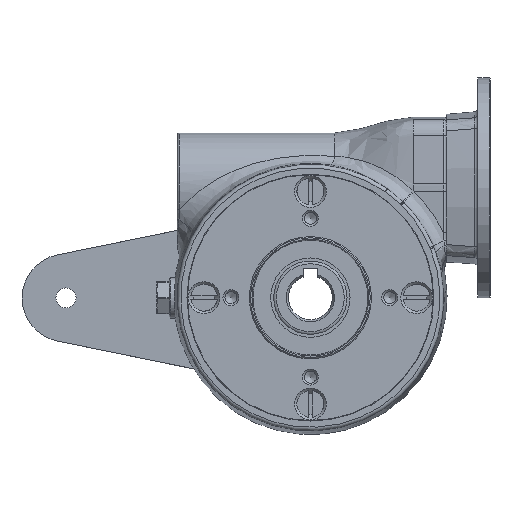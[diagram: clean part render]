
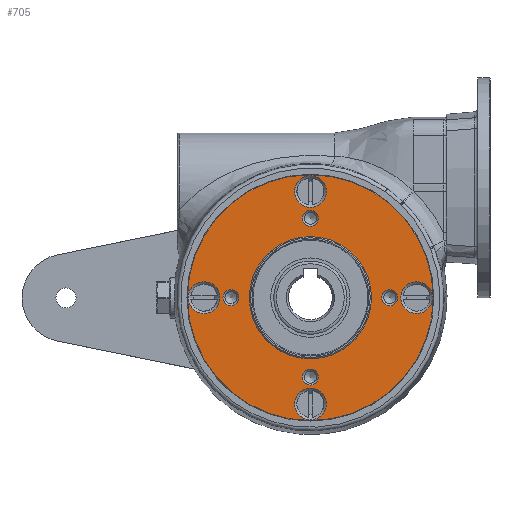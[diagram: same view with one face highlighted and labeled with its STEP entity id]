
A CAD part, top view. The second image highlights one B-rep face of the part: STEP entity #705.
In plain terms, the highlighted planar face has unit normal (0, 0, 1).
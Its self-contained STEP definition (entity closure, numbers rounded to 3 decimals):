
#705 = ADVANCED_FACE( '', ( #1800, #1801, #1802, #1803, #1804, #1805, #1806, #1807, #1808, #1809 ), #1810, .T. );
#1800 = FACE_OUTER_BOUND( '', #4769, .T. );
#1801 = FACE_BOUND( '', #4770, .T. );
#1802 = FACE_BOUND( '', #4771, .T. );
#1803 = FACE_BOUND( '', #4772, .T. );
#1804 = FACE_BOUND( '', #4773, .T. );
#1805 = FACE_BOUND( '', #4774, .T. );
#1806 = FACE_BOUND( '', #4775, .T. );
#1807 = FACE_BOUND( '', #4776, .T. );
#1808 = FACE_BOUND( '', #4777, .T. );
#1809 = FACE_BOUND( '', #4778, .T. );
#1810 = PLANE( '', #4779 );
#4769 = EDGE_LOOP( '', ( #10341 ) );
#4770 = EDGE_LOOP( '', ( #10342 ) );
#4771 = EDGE_LOOP( '', ( #10343 ) );
#4772 = EDGE_LOOP( '', ( #10344 ) );
#4773 = EDGE_LOOP( '', ( #10345 ) );
#4774 = EDGE_LOOP( '', ( #10346 ) );
#4775 = EDGE_LOOP( '', ( #10347 ) );
#4776 = EDGE_LOOP( '', ( #10348 ) );
#4777 = EDGE_LOOP( '', ( #10349 ) );
#4778 = EDGE_LOOP( '', ( #10350 ) );
#4779 = AXIS2_PLACEMENT_3D( '', #10351, #10352, #10353 );
#10341 = ORIENTED_EDGE( '', *, *, #13401, .T. );
#10342 = ORIENTED_EDGE( '', *, *, #13402, .T. );
#10343 = ORIENTED_EDGE( '', *, *, #13403, .T. );
#10344 = ORIENTED_EDGE( '', *, *, #13404, .T. );
#10345 = ORIENTED_EDGE( '', *, *, #13202, .T. );
#10346 = ORIENTED_EDGE( '', *, *, #13405, .T. );
#10347 = ORIENTED_EDGE( '', *, *, #13406, .T. );
#10348 = ORIENTED_EDGE( '', *, *, #13407, .T. );
#10349 = ORIENTED_EDGE( '', *, *, #13319, .T. );
#10350 = ORIENTED_EDGE( '', *, *, #13408, .F. );
#10351 = CARTESIAN_POINT( '', ( 0., 25., 35. ) );
#10352 = DIRECTION( '', ( 0., 0., 1. ) );
#10353 = DIRECTION( '', ( -1., 0., 0. ) );
#13202 = EDGE_CURVE( '', #14702, #14702, #14703, .F. );
#13319 = EDGE_CURVE( '', #14894, #14894, #14895, .F. );
#13401 = EDGE_CURVE( '', #15024, #15024, #15025, .T. );
#13402 = EDGE_CURVE( '', #15026, #15026, #15027, .F. );
#13403 = EDGE_CURVE( '', #15028, #15028, #15029, .F. );
#13404 = EDGE_CURVE( '', #15030, #15030, #15031, .F. );
#13405 = EDGE_CURVE( '', #15032, #15032, #15033, .F. );
#13406 = EDGE_CURVE( '', #15034, #15034, #15035, .F. );
#13407 = EDGE_CURVE( '', #15036, #15036, #15037, .F. );
#13408 = EDGE_CURVE( '', #15038, #15038, #15039, .T. );
#14702 = VERTEX_POINT( '', #17306 );
#14703 = CIRCLE( '', #17307, 6.5 );
#14894 = VERTEX_POINT( '', #17812 );
#14895 = CIRCLE( '', #17813, 3.259 );
#15024 = VERTEX_POINT( '', #18081 );
#15025 = CIRCLE( '', #18082, 50.3 );
#15026 = VERTEX_POINT( '', #18083 );
#15027 = CIRCLE( '', #18084, 6.5 );
#15028 = VERTEX_POINT( '', #18085 );
#15029 = CIRCLE( '', #18086, 6.5 );
#15030 = VERTEX_POINT( '', #18087 );
#15031 = CIRCLE( '', #18088, 6.5 );
#15032 = VERTEX_POINT( '', #18089 );
#15033 = CIRCLE( '', #18090, 3.259 );
#15034 = VERTEX_POINT( '', #18091 );
#15035 = CIRCLE( '', #18092, 3.259 );
#15036 = VERTEX_POINT( '', #18093 );
#15037 = CIRCLE( '', #18094, 3.259 );
#15038 = VERTEX_POINT( '', #18095 );
#15039 = CIRCLE( '', #18096, 25. );
#17306 = CARTESIAN_POINT( '', ( -43.5, 6.5, 35. ) );
#17307 = AXIS2_PLACEMENT_3D( '', #21136, #21137, #21138 );
#17812 = CARTESIAN_POINT( '', ( 32.5, 3.258, 35. ) );
#17813 = AXIS2_PLACEMENT_3D( '', #21280, #21281, #21282 );
#18081 = CARTESIAN_POINT( '', ( 0., 50.3, 35. ) );
#18082 = AXIS2_PLACEMENT_3D( '', #21401, #21402, #21403 );
#18083 = CARTESIAN_POINT( '', ( 0., 50., 35. ) );
#18084 = AXIS2_PLACEMENT_3D( '', #21404, #21405, #21406 );
#18085 = CARTESIAN_POINT( '', ( 43.5, 6.5, 35. ) );
#18086 = AXIS2_PLACEMENT_3D( '', #21407, #21408, #21409 );
#18087 = CARTESIAN_POINT( '', ( 0., -37., 35. ) );
#18088 = AXIS2_PLACEMENT_3D( '', #21410, #21411, #21412 );
#18089 = CARTESIAN_POINT( '', ( 0., -29.242, 35. ) );
#18090 = AXIS2_PLACEMENT_3D( '', #21413, #21414, #21415 );
#18091 = CARTESIAN_POINT( '', ( -32.5, 3.259, 35. ) );
#18092 = AXIS2_PLACEMENT_3D( '', #21416, #21417, #21418 );
#18093 = CARTESIAN_POINT( '', ( 0., 35.759, 35. ) );
#18094 = AXIS2_PLACEMENT_3D( '', #21419, #21420, #21421 );
#18095 = CARTESIAN_POINT( '', ( 0., 25., 35. ) );
#18096 = AXIS2_PLACEMENT_3D( '', #21422, #21423, #21424 );
#21136 = CARTESIAN_POINT( '', ( -43.5, 0., 35. ) );
#21137 = DIRECTION( '', ( 0., 0., 1. ) );
#21138 = DIRECTION( '', ( 0., 1., 0. ) );
#21280 = CARTESIAN_POINT( '', ( 32.5, 0., 35. ) );
#21281 = DIRECTION( '', ( 0., 0., 1. ) );
#21282 = DIRECTION( '', ( 0., 1., 0. ) );
#21401 = CARTESIAN_POINT( '', ( 0., 0., 35. ) );
#21402 = DIRECTION( '', ( 0., 0., 1. ) );
#21403 = DIRECTION( '', ( 0., 1., 0. ) );
#21404 = CARTESIAN_POINT( '', ( 0., 43.5, 35. ) );
#21405 = DIRECTION( '', ( 0., 0., 1. ) );
#21406 = DIRECTION( '', ( 0., 1., 0. ) );
#21407 = CARTESIAN_POINT( '', ( 43.5, 0., 35. ) );
#21408 = DIRECTION( '', ( 0., 0., 1. ) );
#21409 = DIRECTION( '', ( 0., 1., 0. ) );
#21410 = CARTESIAN_POINT( '', ( 0., -43.5, 35. ) );
#21411 = DIRECTION( '', ( 0., 0., 1. ) );
#21412 = DIRECTION( '', ( 0., 1., 0. ) );
#21413 = CARTESIAN_POINT( '', ( 0., -32.5, 35. ) );
#21414 = DIRECTION( '', ( 0., 0., 1. ) );
#21415 = DIRECTION( '', ( 0., 1., 0. ) );
#21416 = CARTESIAN_POINT( '', ( -32.5, 0., 35. ) );
#21417 = DIRECTION( '', ( 0., 0., 1. ) );
#21418 = DIRECTION( '', ( 0., 1., 0. ) );
#21419 = CARTESIAN_POINT( '', ( 0., 32.5, 35. ) );
#21420 = DIRECTION( '', ( 0., 0., 1. ) );
#21421 = DIRECTION( '', ( 0., 1., 0. ) );
#21422 = CARTESIAN_POINT( '', ( 0., 0., 35. ) );
#21423 = DIRECTION( '', ( 0., 0., 1. ) );
#21424 = DIRECTION( '', ( 0., 1., 0. ) );
